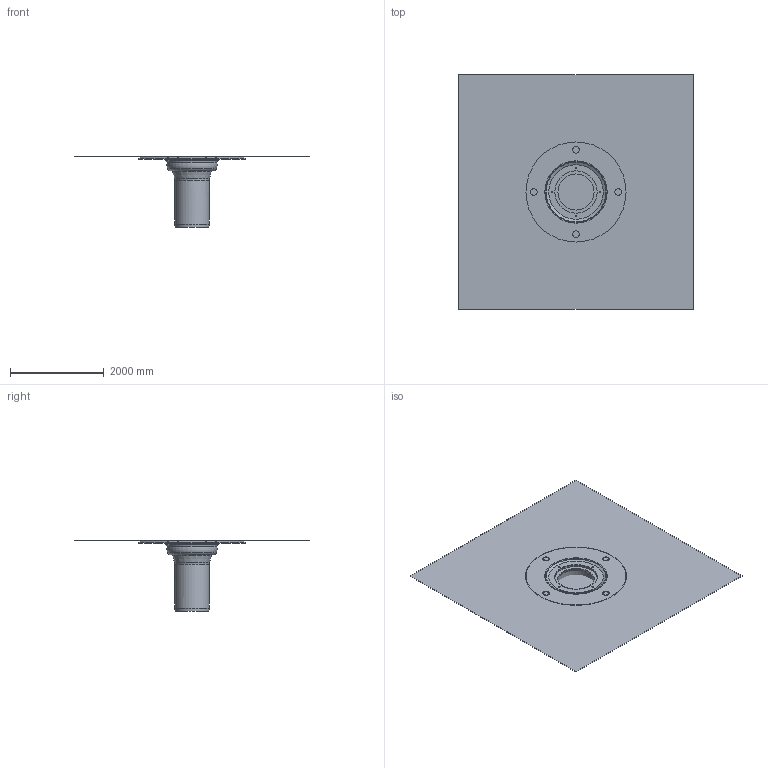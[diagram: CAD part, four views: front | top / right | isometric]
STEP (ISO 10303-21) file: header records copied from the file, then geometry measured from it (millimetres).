
FILE_DESCRIPTION(/* description */ (''),/* implementation_level */ '2;1');
FILE_NAME(/* name */ '15206.000X_3D.stp',/* time_stamp */ '2024-12-11T14:55:17+01:00',/* author */ ('CAD'),/* organization */ (''),/* preprocessor_version */ 'ST-DEVELOPER v20',/* originating_system */ 'AutoCAD Mechanical',/* authorisation */ '');
FILE_SCHEMA (('AUTOMOTIVE_DESIGN { 1 0 10303 214 3 1 1 }'));
Length unit declared in the file: centimetre
Products named in the file (2): Product; *S0
Assembly tree (1 placements, depth 2):
  Product
    *S0
Bounding box: 5000 x 5000 x 1505 mm (x, y, z)
Volume: 268213529.3 mm3; surface area: 68744988.1 mm2
Topology: 5 solids, 5 shells, 96 faces, 236 edges, 149 vertices
Faces by surface type: cone 34, torus 31, plane 16, cylinder 15
Full cylindrical faces by diameter (mm): 20 x4, 698 x1, 730 x1, 770 x1, 810 x2, 885 x1, 901 x1, 905 x1, 965 x1, 1002.8 x1, 1010 x1
Entity records: 3186 total; most frequent: CARTESIAN_POINT 680, DIRECTION 576, ORIENTED_EDGE 470, AXIS2_PLACEMENT_3D 257, EDGE_CURVE 235, CIRCLE 158, VERTEX_POINT 147, EDGE_LOOP 118
